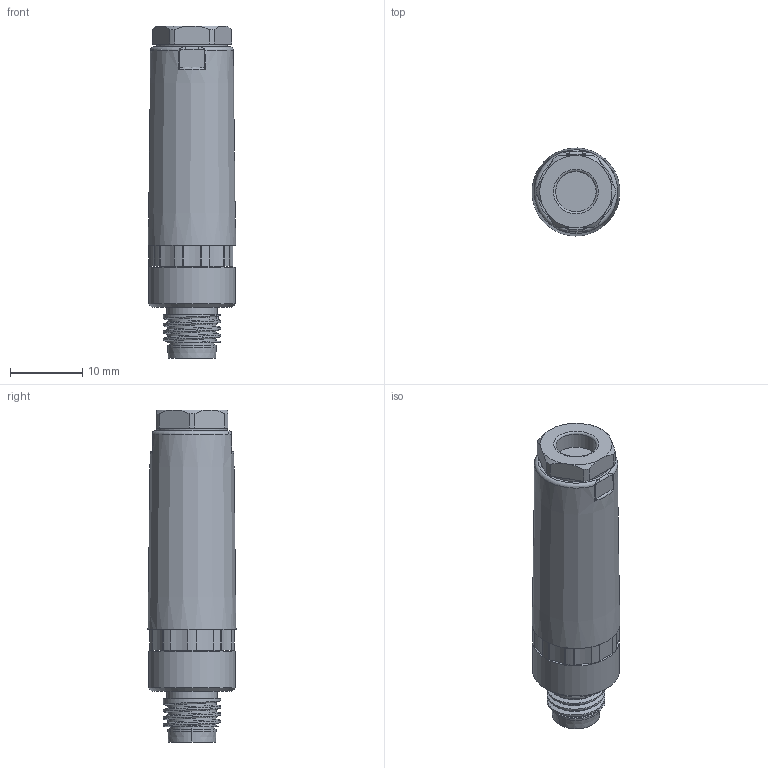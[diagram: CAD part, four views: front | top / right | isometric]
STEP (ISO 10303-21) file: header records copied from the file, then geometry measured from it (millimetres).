
FILE_DESCRIPTION(/* description */ (''),/* implementation_level */ '2;1');
FILE_NAME(/* name */ 'SZ3212-0.stp',/* time_stamp */ '2018-07-30T15:06:28+08:00',/* author */ (''),/* organization */ (''),/* preprocessor_version */ 'ST-DEVELOPER v14',/* originating_system */ 'SIEMENS PLM Software NX 8.0',/* authorisation */ '');
FILE_SCHEMA (('AUTOMOTIVE_DESIGN { 1 0 10303 214 3 1 1 1 }'));
Length unit declared in the file: millimetre
Products named in the file (1): DELL0608A639o1q4
Bounding box: 12.18 x 12.2 x 46 mm (x, y, z)
Volume: 4220.4 mm3; surface area: 3601.9 mm2
Topology: 1 solids, 5 shells, 195 faces, 463 edges, 295 vertices
Faces by surface type: cylinder 94, plane 44, cone 26, bspline 14, torus 14, sphere 3
Full cylindrical faces by diameter (mm): 1 x3, 1.55 x3, 5.6 x1, 6.4 x1, 7 x1, 7.2 x1, 7.7 x2, 9.8 x4, 10 x1, 11.2 x1, 12 x1
Entity records: 7910 total; most frequent: CARTESIAN_POINT 3303, DIRECTION 949, ORIENTED_EDGE 824, AXIS2_PLACEMENT_3D 413, EDGE_CURVE 412, VERTEX_POINT 280, EDGE_LOOP 256, CIRCLE 231
